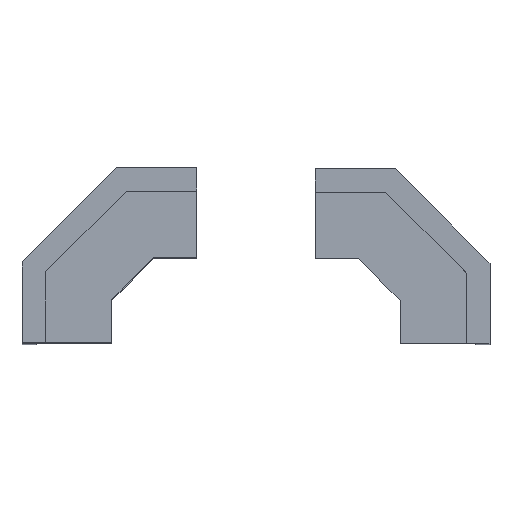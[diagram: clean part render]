
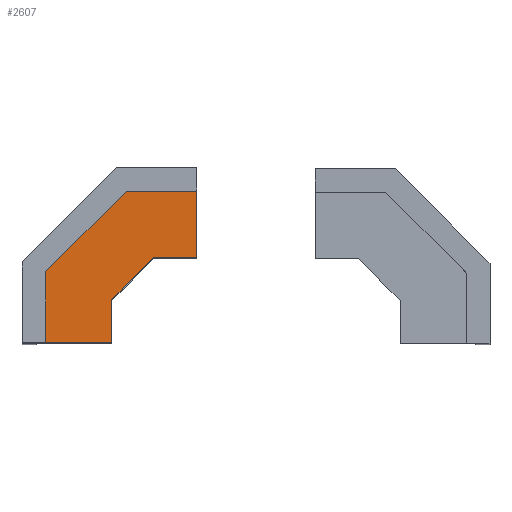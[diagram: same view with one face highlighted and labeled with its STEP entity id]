
A CAD part, top view. The second image highlights one B-rep face of the part: STEP entity #2607.
In plain terms, the highlighted planar face has unit normal (0, 0, 1).
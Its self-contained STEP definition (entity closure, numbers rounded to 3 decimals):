
#281=FACE_OUTER_BOUND('',#436,.T.);
#436=EDGE_LOOP('',(#2298,#2299,#2300,#2301,#2302,#2303,#2304,#2305));
#694=LINE('',#4261,#980);
#698=LINE('',#4269,#984);
#701=LINE('',#4274,#987);
#715=LINE('',#4312,#1001);
#718=LINE('',#4318,#1004);
#719=LINE('',#4320,#1005);
#720=LINE('',#4321,#1006);
#721=LINE('',#4322,#1007);
#980=VECTOR('',#3471,1000.);
#984=VECTOR('',#3477,1000.);
#987=VECTOR('',#3482,1000.);
#1001=VECTOR('',#3522,1000.);
#1004=VECTOR('',#3527,1000.);
#1005=VECTOR('',#3528,1000.);
#1006=VECTOR('',#3529,10.);
#1007=VECTOR('',#3530,1000.);
#1238=VERTEX_POINT('',#4259);
#1239=VERTEX_POINT('',#4260);
#1242=VERTEX_POINT('',#4268);
#1243=VERTEX_POINT('',#4273);
#1253=VERTEX_POINT('',#4309);
#1254=VERTEX_POINT('',#4311);
#1256=VERTEX_POINT('',#4317);
#1257=VERTEX_POINT('',#4319);
#1584=EDGE_CURVE('',#1238,#1239,#694,.T.);
#1588=EDGE_CURVE('',#1242,#1238,#698,.T.);
#1591=EDGE_CURVE('',#1243,#1242,#701,.T.);
#1609=EDGE_CURVE('',#1253,#1254,#715,.T.);
#1612=EDGE_CURVE('',#1256,#1243,#718,.T.);
#1613=EDGE_CURVE('',#1257,#1256,#719,.T.);
#1614=EDGE_CURVE('',#1254,#1257,#720,.T.);
#1615=EDGE_CURVE('',#1253,#1239,#721,.T.);
#2298=ORIENTED_EDGE('',*,*,#1612,.F.);
#2299=ORIENTED_EDGE('',*,*,#1613,.F.);
#2300=ORIENTED_EDGE('',*,*,#1614,.F.);
#2301=ORIENTED_EDGE('',*,*,#1609,.F.);
#2302=ORIENTED_EDGE('',*,*,#1615,.T.);
#2303=ORIENTED_EDGE('',*,*,#1584,.F.);
#2304=ORIENTED_EDGE('',*,*,#1588,.F.);
#2305=ORIENTED_EDGE('',*,*,#1591,.F.);
#2464=PLANE('',#2840);
#2607=ADVANCED_FACE('',(#281),#2464,.F.);
#2840=AXIS2_PLACEMENT_3D('',#4316,#3525,#3526);
#3471=DIRECTION('',(0.,-1.,0.));
#3477=DIRECTION('',(-0.707,-0.707,0.));
#3482=DIRECTION('',(-1.,0.,0.));
#3522=DIRECTION('',(0.,1.,0.));
#3525=DIRECTION('center_axis',(0.,0.,-1.));
#3526=DIRECTION('ref_axis',(1.,0.,0.));
#3527=DIRECTION('',(0.,-1.,0.));
#3528=DIRECTION('',(1.,0.,0.));
#3529=DIRECTION('',(0.707,0.707,0.));
#3530=DIRECTION('',(1.,0.,0.));
#4259=CARTESIAN_POINT('',(121.888,-5.033,813.446));
#4260=CARTESIAN_POINT('',(121.888,-14.163,813.446));
#4261=CARTESIAN_POINT('',(121.888,-7.098,813.446));
#4268=CARTESIAN_POINT('',(130.758,3.837,813.446));
#4269=CARTESIAN_POINT('',(126.323,-0.598,813.446));
#4273=CARTESIAN_POINT('',(139.888,3.837,813.446));
#4274=CARTESIAN_POINT('',(132.823,3.837,813.446));
#4309=CARTESIAN_POINT('',(107.888,-14.163,813.446));
#4311=CARTESIAN_POINT('',(107.888,0.766,813.446));
#4312=CARTESIAN_POINT('',(107.888,-4.198,813.446));
#4316=CARTESIAN_POINT('Origin',(395.905,46.337,813.446));
#4317=CARTESIAN_POINT('',(139.888,17.837,813.446));
#4318=CARTESIAN_POINT('',(139.888,46.337,813.446));
#4319=CARTESIAN_POINT('',(124.959,17.837,813.446));
#4320=CARTESIAN_POINT('',(129.924,17.837,813.446));
#4321=CARTESIAN_POINT('',(195.553,88.431,813.446));
#4322=CARTESIAN_POINT('',(105.388,-14.163,813.446));
